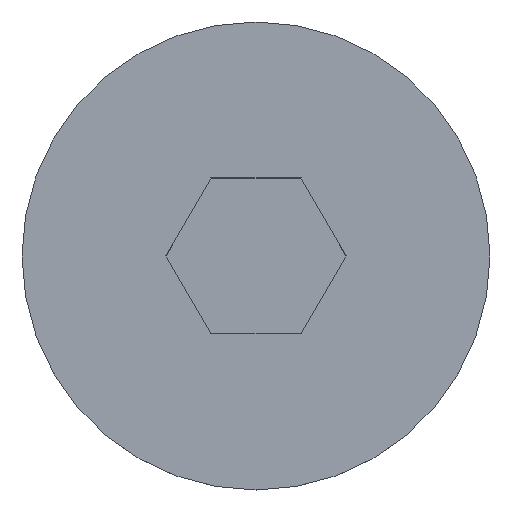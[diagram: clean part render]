
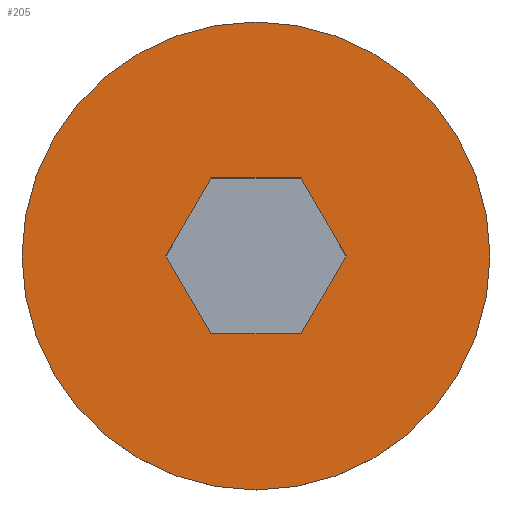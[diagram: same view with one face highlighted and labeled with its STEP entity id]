
A CAD part, top view. The second image highlights one B-rep face of the part: STEP entity #205.
In plain terms, the highlighted planar face has unit normal (0, 0, 1).
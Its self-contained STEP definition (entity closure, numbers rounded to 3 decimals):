
#24 = EDGE_LOOP ( 'NONE', ( #48, #306 ) ) ;
#26 = LINE ( 'NONE', #317, #232 ) ;
#29 = EDGE_CURVE ( 'NONE', #426, #360, #97, .T. ) ;
#44 = CARTESIAN_POINT ( 'NONE',  ( -2.309, 0., 3.3 ) ) ;
#48 = ORIENTED_EDGE ( 'NONE', *, *, #29, .F. ) ;
#62 = CARTESIAN_POINT ( 'NONE',  ( 1.155, -2., 3.3 ) ) ;
#65 = AXIS2_PLACEMENT_3D ( 'NONE', #251, #465, #259 ) ;
#77 = PLANE ( 'NONE',  #65 ) ;
#78 = AXIS2_PLACEMENT_3D ( 'NONE', #134, #435, #480 ) ;
#90 = EDGE_LOOP ( 'NONE', ( #171, #123, #186, #261, #390, #138 ) ) ;
#97 = CIRCLE ( 'NONE', #78, 6. ) ;
#107 = CARTESIAN_POINT ( 'NONE',  ( -1.155, 2., 3.3 ) ) ;
#113 = VECTOR ( 'NONE', #407, 1000. ) ;
#116 = DIRECTION ( 'NONE',  ( 0.5, -0.866, 0. ) ) ;
#122 = LINE ( 'NONE', #337, #528 ) ;
#123 = ORIENTED_EDGE ( 'NONE', *, *, #202, .T. ) ;
#134 = CARTESIAN_POINT ( 'NONE',  ( 0., 0., 3.3 ) ) ;
#138 = ORIENTED_EDGE ( 'NONE', *, *, #198, .T. ) ;
#143 = AXIS2_PLACEMENT_3D ( 'NONE', #389, #522, #226 ) ;
#171 = ORIENTED_EDGE ( 'NONE', *, *, #521, .T. ) ;
#181 = VERTEX_POINT ( 'NONE', #62 ) ;
#186 = ORIENTED_EDGE ( 'NONE', *, *, #194, .T. ) ;
#194 = EDGE_CURVE ( 'NONE', #181, #235, #26, .T. ) ;
#195 = FACE_BOUND ( 'NONE', #90, .T. ) ;
#198 = EDGE_CURVE ( 'NONE', #299, #396, #210, .T. ) ;
#199 = CARTESIAN_POINT ( 'NONE',  ( 2.309, 0., 3.3 ) ) ;
#202 = EDGE_CURVE ( 'NONE', #544, #181, #247, .T. ) ;
#205 = ADVANCED_FACE ( 'NONE', ( #195, #267 ), #77, .T. ) ;
#210 = LINE ( 'NONE', #540, #253 ) ;
#224 = EDGE_CURVE ( 'NONE', #235, #532, #506, .T. ) ;
#226 = DIRECTION ( 'NONE',  ( 0., 1., 0. ) ) ;
#232 = VECTOR ( 'NONE', #318, 1000. ) ;
#235 = VERTEX_POINT ( 'NONE', #444 ) ;
#247 = LINE ( 'NONE', #199, #375 ) ;
#251 = CARTESIAN_POINT ( 'NONE',  ( 0., 0., 3.3 ) ) ;
#253 = VECTOR ( 'NONE', #287, 1000. ) ;
#259 = DIRECTION ( 'NONE',  ( 0., -1., 0. ) ) ;
#261 = ORIENTED_EDGE ( 'NONE', *, *, #224, .T. ) ;
#267 = FACE_OUTER_BOUND ( 'NONE', #24, .T. ) ;
#277 = VECTOR ( 'NONE', #448, 1000. ) ;
#287 = DIRECTION ( 'NONE',  ( 1., 0., 0. ) ) ;
#288 = EDGE_CURVE ( 'NONE', #532, #299, #350, .T. ) ;
#297 = DIRECTION ( 'NONE',  ( -0.5, -0.866, 0. ) ) ;
#299 = VERTEX_POINT ( 'NONE', #107 ) ;
#306 = ORIENTED_EDGE ( 'NONE', *, *, #538, .F. ) ;
#317 = CARTESIAN_POINT ( 'NONE',  ( 0., -2., 3.3 ) ) ;
#318 = DIRECTION ( 'NONE',  ( -1., 0., 0. ) ) ;
#329 = CARTESIAN_POINT ( 'NONE',  ( 0., -6., 3.3 ) ) ;
#337 = CARTESIAN_POINT ( 'NONE',  ( 1.155, 2., 3.3 ) ) ;
#350 = LINE ( 'NONE', #490, #113 ) ;
#353 = CARTESIAN_POINT ( 'NONE',  ( 2.309, 0., 3.3 ) ) ;
#360 = VERTEX_POINT ( 'NONE', #329 ) ;
#369 = CARTESIAN_POINT ( 'NONE',  ( -1.155, -2., 3.3 ) ) ;
#375 = VECTOR ( 'NONE', #297, 1000. ) ;
#389 = CARTESIAN_POINT ( 'NONE',  ( 0., 0., 3.3 ) ) ;
#390 = ORIENTED_EDGE ( 'NONE', *, *, #288, .T. ) ;
#396 = VERTEX_POINT ( 'NONE', #420 ) ;
#407 = DIRECTION ( 'NONE',  ( 0.5, 0.866, 0. ) ) ;
#420 = CARTESIAN_POINT ( 'NONE',  ( 1.155, 2., 3.3 ) ) ;
#426 = VERTEX_POINT ( 'NONE', #547 ) ;
#435 = DIRECTION ( 'NONE',  ( 0., 0., -1. ) ) ;
#444 = CARTESIAN_POINT ( 'NONE',  ( -1.155, -2., 3.3 ) ) ;
#448 = DIRECTION ( 'NONE',  ( -0.5, 0.866, 0. ) ) ;
#465 = DIRECTION ( 'NONE',  ( 0., 0., 1. ) ) ;
#480 = DIRECTION ( 'NONE',  ( 0., 1., 0. ) ) ;
#490 = CARTESIAN_POINT ( 'NONE',  ( -2.309, 0., 3.3 ) ) ;
#506 = LINE ( 'NONE', #369, #277 ) ;
#516 = CIRCLE ( 'NONE', #143, 6. ) ;
#521 = EDGE_CURVE ( 'NONE', #396, #544, #122, .T. ) ;
#522 = DIRECTION ( 'NONE',  ( 0., 0., -1. ) ) ;
#528 = VECTOR ( 'NONE', #116, 1000. ) ;
#532 = VERTEX_POINT ( 'NONE', #44 ) ;
#538 = EDGE_CURVE ( 'NONE', #360, #426, #516, .T. ) ;
#540 = CARTESIAN_POINT ( 'NONE',  ( 0., 2., 3.3 ) ) ;
#544 = VERTEX_POINT ( 'NONE', #353 ) ;
#547 = CARTESIAN_POINT ( 'NONE',  ( 0., 6., 3.3 ) ) ;
